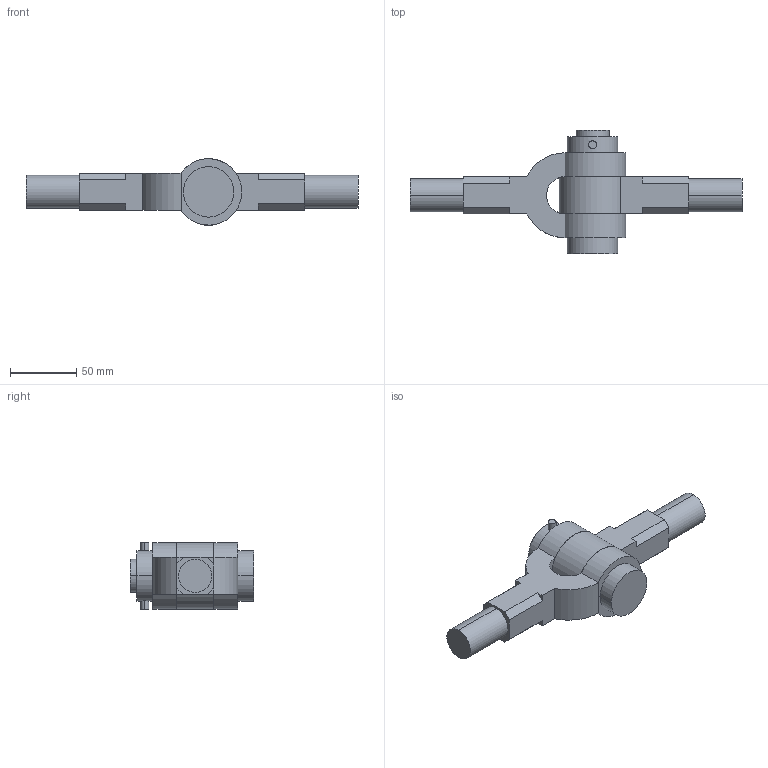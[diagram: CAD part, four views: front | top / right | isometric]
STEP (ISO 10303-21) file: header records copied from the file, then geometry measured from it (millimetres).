
FILE_DESCRIPTION((''),'2;1');
FILE_NAME('KNUCKLE_JOINT_ASM','2016-10-28T',('TRG'),(''),'PRO/ENGINEER BY PARAMETRIC TECHNOLOGY CORPORATION, 2011190','PRO/ENGINEER BY PARAMETRIC TECHNOLOGY CORPORATION, 2011190','');
FILE_SCHEMA(('CONFIG_CONTROL_DESIGN'));
Length unit declared in the file: millimetre
Products named in the file (6): EYE_END_1; FORK_END; KNUCKLE_PIN; COLLAR; TAPER_PIN; KNUCKLE_JOINT_ASM
Assembly tree (5 placements, depth 2):
  KNUCKLE_JOINT_ASM
    EYE_END_1
    FORK_END
    KNUCKLE_PIN
    COLLAR
    TAPER_PIN
Bounding box: 250 x 93 x 50.12 mm (x, y, z)
Volume: 299164.6 mm3; surface area: 60730.9 mm2
Topology: 5 solids, 5 shells, 73 faces, 168 edges, 108 vertices
Faces by surface type: plane 39, cylinder 34
Entity records: 2435 total; most frequent: CARTESIAN_POINT 586, DIRECTION 376, ORIENTED_EDGE 336, EDGE_CURVE 168, AXIS2_PLACEMENT_3D 138, VERTEX_POINT 108, VECTOR 100, LINE 100
